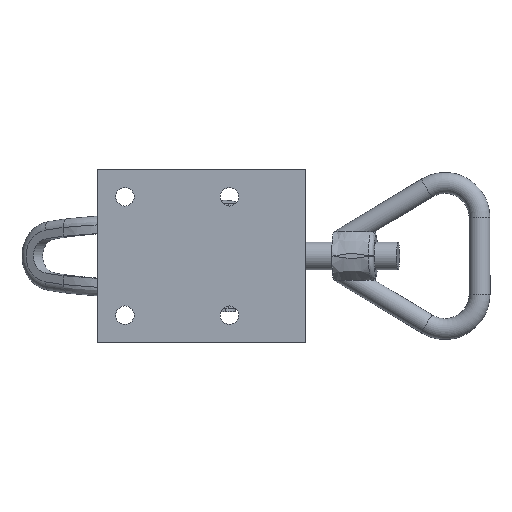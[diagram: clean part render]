
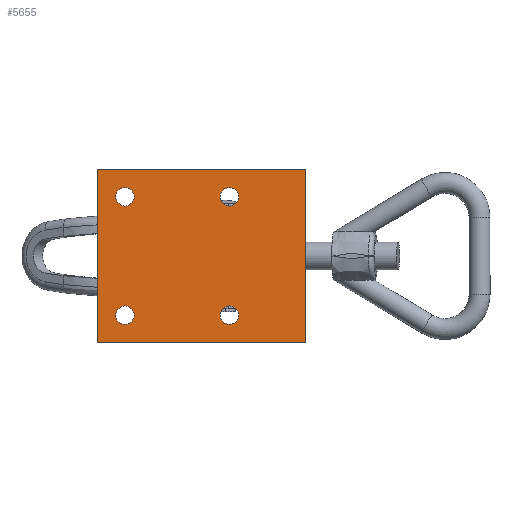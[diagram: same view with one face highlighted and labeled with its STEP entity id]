
A CAD part, front view. The second image highlights one B-rep face of the part: STEP entity #5655.
In plain terms, the highlighted planar face has unit normal (0, -1, 0).
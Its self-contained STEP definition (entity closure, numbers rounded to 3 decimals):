
#30 = ORIENTED_EDGE ( 'NONE', *, *, #7079, .T. ) ;
#71 = AXIS2_PLACEMENT_3D ( 'NONE', #776, #5646, #1468 ) ;
#129 = EDGE_CURVE ( 'NONE', #7747, #5039, #627, .T. ) ;
#153 = DIRECTION ( 'NONE',  ( 0., 1., 0. ) ) ;
#192 = EDGE_CURVE ( 'NONE', #4176, #1183, #545, .T. ) ;
#277 = AXIS2_PLACEMENT_3D ( 'NONE', #663, #5534, #1362 ) ;
#407 = VERTEX_POINT ( 'NONE', #4568 ) ;
#468 = VERTEX_POINT ( 'NONE', #3925 ) ;
#522 = CARTESIAN_POINT ( 'NONE',  ( -22., 0., -5.35 ) ) ;
#545 = CIRCLE ( 'NONE', #984, 2.65 ) ;
#627 = CIRCLE ( 'NONE', #71, 2.65 ) ;
#663 = CARTESIAN_POINT ( 'NONE',  ( -52., 0., -42. ) ) ;
#776 = CARTESIAN_POINT ( 'NONE',  ( -22., 0., -8. ) ) ;
#789 = ORIENTED_EDGE ( 'NONE', *, *, #1723, .T. ) ;
#880 = DIRECTION ( 'NONE',  ( 0., 0., -1. ) ) ;
#984 = AXIS2_PLACEMENT_3D ( 'NONE', #4314, #153, #5001 ) ;
#1080 = AXIS2_PLACEMENT_3D ( 'NONE', #3980, #8783, #4673 ) ;
#1172 = DIRECTION ( 'NONE',  ( 0., 0., 1. ) ) ;
#1183 = VERTEX_POINT ( 'NONE', #4571 ) ;
#1213 = FACE_BOUND ( 'NONE', #3747, .T. ) ;
#1262 = EDGE_CURVE ( 'NONE', #407, #4241, #1503, .T. ) ;
#1273 = CARTESIAN_POINT ( 'NONE',  ( -22., 0., -39.35 ) ) ;
#1287 = AXIS2_PLACEMENT_3D ( 'NONE', #7716, #3564, #8392 ) ;
#1362 = DIRECTION ( 'NONE',  ( 0., 0., 1. ) ) ;
#1441 = DIRECTION ( 'NONE',  ( 0., 1., 0. ) ) ;
#1468 = DIRECTION ( 'NONE',  ( 0., 0., 1. ) ) ;
#1503 = LINE ( 'NONE', #3694, #8637 ) ;
#1723 = EDGE_CURVE ( 'NONE', #8947, #6929, #6298, .T. ) ;
#1756 = VERTEX_POINT ( 'NONE', #6419 ) ;
#1768 = DIRECTION ( 'NONE',  ( 0., 0., 1. ) ) ;
#1852 = CIRCLE ( 'NONE', #7161, 2.65 ) ;
#1871 = CARTESIAN_POINT ( 'NONE',  ( -60., 0., 0. ) ) ;
#1960 = EDGE_CURVE ( 'NONE', #4704, #1756, #5203, .T. ) ;
#2058 = CARTESIAN_POINT ( 'NONE',  ( -52., 0., -39.35 ) ) ;
#2673 = DIRECTION ( 'NONE',  ( 0., 1., 0. ) ) ;
#2704 = EDGE_CURVE ( 'NONE', #2725, #407, #7249, .T. ) ;
#2725 = VERTEX_POINT ( 'NONE', #7023 ) ;
#2804 = CARTESIAN_POINT ( 'NONE',  ( 0., 0., 0. ) ) ;
#2980 = CIRCLE ( 'NONE', #1287, 2.65 ) ;
#2988 = AXIS2_PLACEMENT_3D ( 'NONE', #5699, #3824, #4559 ) ;
#3082 = LINE ( 'NONE', #8227, #6566 ) ;
#3199 = EDGE_LOOP ( 'NONE', ( #3478, #5275, #7329, #3915 ) ) ;
#3478 = ORIENTED_EDGE ( 'NONE', *, *, #7371, .F. ) ;
#3526 = EDGE_CURVE ( 'NONE', #5039, #7747, #2980, .T. ) ;
#3564 = DIRECTION ( 'NONE',  ( 0., 1., 0. ) ) ;
#3694 = CARTESIAN_POINT ( 'NONE',  ( 0., 0., 0. ) ) ;
#3747 = EDGE_LOOP ( 'NONE', ( #5458, #789 ) ) ;
#3824 = DIRECTION ( 'NONE',  ( 0., 1., 0. ) ) ;
#3893 = EDGE_CURVE ( 'NONE', #468, #2725, #3082, .T. ) ;
#3915 = ORIENTED_EDGE ( 'NONE', *, *, #3893, .F. ) ;
#3925 = CARTESIAN_POINT ( 'NONE',  ( 0., 0., -50. ) ) ;
#3980 = CARTESIAN_POINT ( 'NONE',  ( -52., 0., -8. ) ) ;
#4007 = ORIENTED_EDGE ( 'NONE', *, *, #5178, .T. ) ;
#4176 = VERTEX_POINT ( 'NONE', #2058 ) ;
#4241 = VERTEX_POINT ( 'NONE', #5603 ) ;
#4314 = CARTESIAN_POINT ( 'NONE',  ( -52., 0., -42. ) ) ;
#4559 = DIRECTION ( 'NONE',  ( 0., 0., 1. ) ) ;
#4568 = CARTESIAN_POINT ( 'NONE',  ( -60., 0., 0. ) ) ;
#4571 = CARTESIAN_POINT ( 'NONE',  ( -52., 0., -44.65 ) ) ;
#4637 = CARTESIAN_POINT ( 'NONE',  ( -22., 0., -44.65 ) ) ;
#4673 = DIRECTION ( 'NONE',  ( 0., 0., 1. ) ) ;
#4704 = VERTEX_POINT ( 'NONE', #5462 ) ;
#5001 = DIRECTION ( 'NONE',  ( 0., 0., 1. ) ) ;
#5039 = VERTEX_POINT ( 'NONE', #522 ) ;
#5178 = EDGE_CURVE ( 'NONE', #1183, #4176, #5473, .T. ) ;
#5203 = CIRCLE ( 'NONE', #8522, 2.65 ) ;
#5224 = VECTOR ( 'NONE', #880, 1000. ) ;
#5275 = ORIENTED_EDGE ( 'NONE', *, *, #1262, .F. ) ;
#5296 = ORIENTED_EDGE ( 'NONE', *, *, #3526, .T. ) ;
#5442 = LINE ( 'NONE', #7103, #5224 ) ;
#5458 = ORIENTED_EDGE ( 'NONE', *, *, #8941, .T. ) ;
#5462 = CARTESIAN_POINT ( 'NONE',  ( -52., 0., -10.65 ) ) ;
#5473 = CIRCLE ( 'NONE', #277, 2.65 ) ;
#5534 = DIRECTION ( 'NONE',  ( 0., 1., 0. ) ) ;
#5565 = CIRCLE ( 'NONE', #1080, 2.65 ) ;
#5603 = CARTESIAN_POINT ( 'NONE',  ( 0., 0., 0. ) ) ;
#5646 = DIRECTION ( 'NONE',  ( 0., 1., 0. ) ) ;
#5655 = ADVANCED_FACE ( 'NONE', ( #8776, #1213, #8571, #6762, #8349 ), #8328, .F. ) ;
#5699 = CARTESIAN_POINT ( 'NONE',  ( -22., 0., -42. ) ) ;
#5842 = CARTESIAN_POINT ( 'NONE',  ( -52., 0., -8. ) ) ;
#6298 = CIRCLE ( 'NONE', #2988, 2.65 ) ;
#6316 = DIRECTION ( 'NONE',  ( 0., 0., 1. ) ) ;
#6328 = EDGE_LOOP ( 'NONE', ( #7627, #4007 ) ) ;
#6419 = CARTESIAN_POINT ( 'NONE',  ( -52., 0., -5.35 ) ) ;
#6566 = VECTOR ( 'NONE', #8912, 1000. ) ;
#6762 = FACE_BOUND ( 'NONE', #8788, .T. ) ;
#6800 = ORIENTED_EDGE ( 'NONE', *, *, #1960, .T. ) ;
#6839 = CARTESIAN_POINT ( 'NONE',  ( -22., 0., -42. ) ) ;
#6929 = VERTEX_POINT ( 'NONE', #1273 ) ;
#7023 = CARTESIAN_POINT ( 'NONE',  ( -60., 0., -50. ) ) ;
#7056 = EDGE_LOOP ( 'NONE', ( #5296, #8465 ) ) ;
#7079 = EDGE_CURVE ( 'NONE', #1756, #4704, #5565, .T. ) ;
#7103 = CARTESIAN_POINT ( 'NONE',  ( 0., 0., 0. ) ) ;
#7161 = AXIS2_PLACEMENT_3D ( 'NONE', #6839, #2673, #7527 ) ;
#7249 = LINE ( 'NONE', #1871, #8825 ) ;
#7322 = CARTESIAN_POINT ( 'NONE',  ( -22., 0., -10.65 ) ) ;
#7329 = ORIENTED_EDGE ( 'NONE', *, *, #2704, .F. ) ;
#7371 = EDGE_CURVE ( 'NONE', #4241, #468, #5442, .T. ) ;
#7516 = AXIS2_PLACEMENT_3D ( 'NONE', #2804, #1441, #6316 ) ;
#7527 = DIRECTION ( 'NONE',  ( 0., 0., 1. ) ) ;
#7627 = ORIENTED_EDGE ( 'NONE', *, *, #192, .T. ) ;
#7716 = CARTESIAN_POINT ( 'NONE',  ( -22., 0., -8. ) ) ;
#7747 = VERTEX_POINT ( 'NONE', #7322 ) ;
#7843 = DIRECTION ( 'NONE',  ( 1., 0., 0. ) ) ;
#8227 = CARTESIAN_POINT ( 'NONE',  ( 0., 0., -50. ) ) ;
#8328 = PLANE ( 'NONE',  #7516 ) ;
#8349 = FACE_OUTER_BOUND ( 'NONE', #3199, .T. ) ;
#8392 = DIRECTION ( 'NONE',  ( 0., 0., 1. ) ) ;
#8465 = ORIENTED_EDGE ( 'NONE', *, *, #129, .T. ) ;
#8469 = DIRECTION ( 'NONE',  ( 0., 1., 0. ) ) ;
#8522 = AXIS2_PLACEMENT_3D ( 'NONE', #5842, #8469, #1768 ) ;
#8571 = FACE_BOUND ( 'NONE', #7056, .T. ) ;
#8637 = VECTOR ( 'NONE', #7843, 1000. ) ;
#8776 = FACE_BOUND ( 'NONE', #6328, .T. ) ;
#8783 = DIRECTION ( 'NONE',  ( 0., 1., 0. ) ) ;
#8788 = EDGE_LOOP ( 'NONE', ( #30, #6800 ) ) ;
#8825 = VECTOR ( 'NONE', #1172, 1000. ) ;
#8912 = DIRECTION ( 'NONE',  ( -1., 0., 0. ) ) ;
#8941 = EDGE_CURVE ( 'NONE', #6929, #8947, #1852, .T. ) ;
#8947 = VERTEX_POINT ( 'NONE', #4637 ) ;
